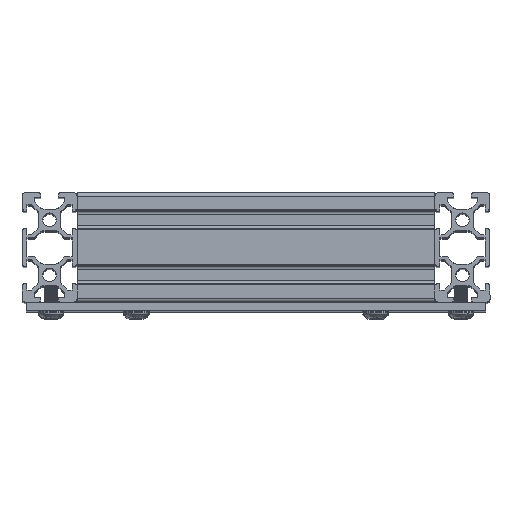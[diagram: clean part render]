
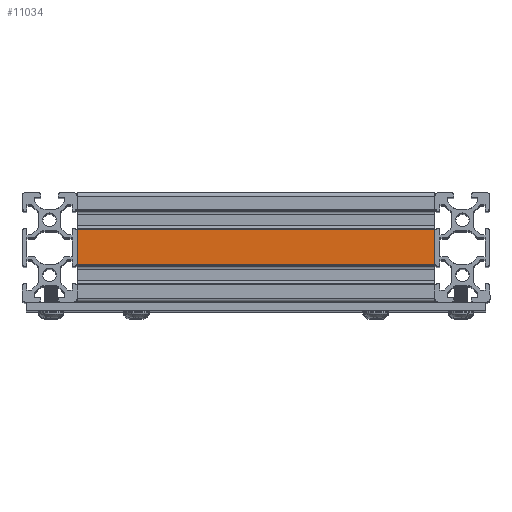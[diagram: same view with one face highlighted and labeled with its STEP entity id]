
A CAD part, top view. The second image highlights one B-rep face of the part: STEP entity #11034.
In plain terms, the highlighted face is planar.
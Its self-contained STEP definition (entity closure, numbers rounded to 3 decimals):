
#76 = EDGE_CURVE ( 'NONE', #10239, #17413, #18215, .T. ) ;
#409 = ORIENTED_EDGE ( 'NONE', *, *, #76, .F. ) ;
#1071 = CARTESIAN_POINT ( 'NONE',  ( 0., 10., -16.4 ) ) ;
#1830 = FACE_OUTER_BOUND ( 'NONE', #2390, .T. ) ;
#2390 = EDGE_LOOP ( 'NONE', ( #19862, #409, #4011, #9196 ) ) ;
#2523 = DIRECTION ( 'NONE',  ( -1., 0., 0. ) ) ;
#4011 = ORIENTED_EDGE ( 'NONE', *, *, #12291, .T. ) ;
#4622 = LINE ( 'NONE', #14848, #16612 ) ;
#5922 = VERTEX_POINT ( 'NONE', #1071 ) ;
#6256 = VECTOR ( 'NONE', #2523, 1000. ) ;
#7476 = EDGE_CURVE ( 'NONE', #13310, #5922, #10055, .T. ) ;
#9196 = ORIENTED_EDGE ( 'NONE', *, *, #7476, .T. ) ;
#9603 = AXIS2_PLACEMENT_3D ( 'NONE', #11948, #13961, #12172 ) ;
#10021 = DIRECTION ( 'NONE',  ( 0., 0., -1. ) ) ;
#10055 = LINE ( 'NONE', #13417, #21841 ) ;
#10113 = CARTESIAN_POINT ( 'NONE',  ( 130., 10., -3.6 ) ) ;
#10239 = VERTEX_POINT ( 'NONE', #19941 ) ;
#10275 = DIRECTION ( 'NONE',  ( -1., 0., 0. ) ) ;
#11034 = ADVANCED_FACE ( 'NONE', ( #1830 ), #17312, .T. ) ;
#11948 = CARTESIAN_POINT ( 'NONE',  ( 130., 10., -3.6 ) ) ;
#12019 = DIRECTION ( 'NONE',  ( 0., 0., -1. ) ) ;
#12172 = DIRECTION ( 'NONE',  ( -1., 0., 0. ) ) ;
#12291 = EDGE_CURVE ( 'NONE', #10239, #13310, #16708, .T. ) ;
#13310 = VERTEX_POINT ( 'NONE', #15551 ) ;
#13417 = CARTESIAN_POINT ( 'NONE',  ( 130., 10., -16.4 ) ) ;
#13961 = DIRECTION ( 'NONE',  ( 0., 1., 0. ) ) ;
#14319 = VECTOR ( 'NONE', #12019, 1000. ) ;
#14848 = CARTESIAN_POINT ( 'NONE',  ( 0., 10., -3.6 ) ) ;
#14878 = CARTESIAN_POINT ( 'NONE',  ( 130., 10., -3.6 ) ) ;
#15551 = CARTESIAN_POINT ( 'NONE',  ( 130., 10., -16.4 ) ) ;
#16612 = VECTOR ( 'NONE', #10021, 1000. ) ;
#16708 = LINE ( 'NONE', #10113, #14319 ) ;
#17312 = PLANE ( 'NONE',  #9603 ) ;
#17413 = VERTEX_POINT ( 'NONE', #20036 ) ;
#18215 = LINE ( 'NONE', #14878, #6256 ) ;
#19317 = EDGE_CURVE ( 'NONE', #17413, #5922, #4622, .T. ) ;
#19862 = ORIENTED_EDGE ( 'NONE', *, *, #19317, .F. ) ;
#19941 = CARTESIAN_POINT ( 'NONE',  ( 130., 10., -3.6 ) ) ;
#20036 = CARTESIAN_POINT ( 'NONE',  ( 0., 10., -3.6 ) ) ;
#21841 = VECTOR ( 'NONE', #10275, 1000. ) ;
